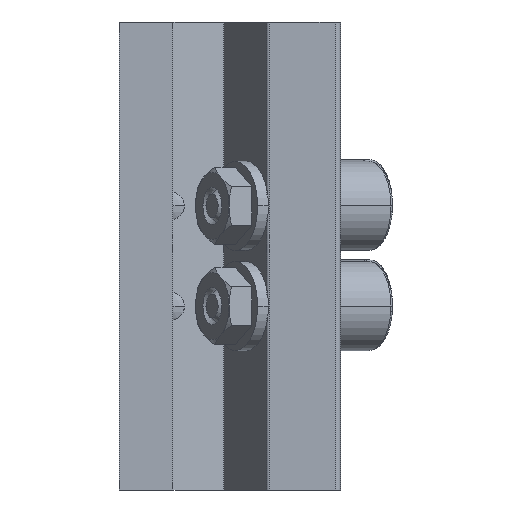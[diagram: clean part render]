
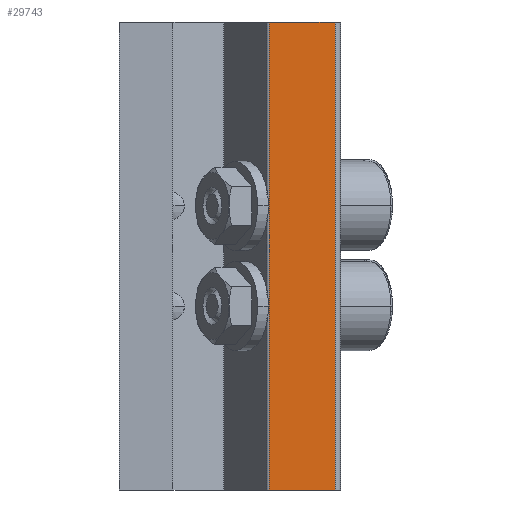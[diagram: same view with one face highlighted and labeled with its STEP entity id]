
A CAD part, left-side view. The second image highlights one B-rep face of the part: STEP entity #29743.
In plain terms, the highlighted planar face has unit normal (-1, 0, 0).
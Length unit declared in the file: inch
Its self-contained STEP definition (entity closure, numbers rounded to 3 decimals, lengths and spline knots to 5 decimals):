
#347 = EDGE_CURVE ( 'NONE', #13024, #25503, #25105, .T. ) ;
#1463 = CARTESIAN_POINT ( 'NONE',  ( -1.0625, -0.273, 1.3125 ) ) ;
#1464 = CARTESIAN_POINT ( 'NONE',  ( -1.0625, 0.09671, -1.3125 ) ) ;
#1972 = VECTOR ( 'NONE', #3541, 39.37008 ) ;
#3541 = DIRECTION ( 'NONE',  ( 0., -1., 0. ) ) ;
#3953 = VERTEX_POINT ( 'NONE', #29906 ) ;
#4489 = CARTESIAN_POINT ( 'NONE',  ( -1.0625, -0.273, -1.3125 ) ) ;
#4594 = LINE ( 'NONE', #23807, #29012 ) ;
#5646 = EDGE_CURVE ( 'NONE', #25503, #9456, #23145, .T. ) ;
#5894 = DIRECTION ( 'NONE',  ( 1., 0., 0. ) ) ;
#6213 = CARTESIAN_POINT ( 'NONE',  ( -1.0625, 0.09671, -1.3125 ) ) ;
#8258 = FACE_OUTER_BOUND ( 'NONE', #14393, .T. ) ;
#8625 = EDGE_CURVE ( 'NONE', #13024, #3953, #27926, .T. ) ;
#9351 = DIRECTION ( 'NONE',  ( 0., -1., 0. ) ) ;
#9456 = VERTEX_POINT ( 'NONE', #1463 ) ;
#12264 = ORIENTED_EDGE ( 'NONE', *, *, #347, .T. ) ;
#13024 = VERTEX_POINT ( 'NONE', #6213 ) ;
#13284 = PLANE ( 'NONE',  #20819 ) ;
#14393 = EDGE_LOOP ( 'NONE', ( #29793, #26096, #12264, #18654 ) ) ;
#16568 = EDGE_CURVE ( 'NONE', #3953, #9456, #4594, .T. ) ;
#17697 = CARTESIAN_POINT ( 'NONE',  ( -1.0625, 0.09671, -1.3125 ) ) ;
#17870 = CARTESIAN_POINT ( 'NONE',  ( -1.0625, -0.113, 5.3125 ) ) ;
#18654 = ORIENTED_EDGE ( 'NONE', *, *, #5646, .T. ) ;
#20819 = AXIS2_PLACEMENT_3D ( 'NONE', #17870, #5894, #25096 ) ;
#23145 = LINE ( 'NONE', #30257, #29582 ) ;
#23807 = CARTESIAN_POINT ( 'NONE',  ( -1.0625, 0.09671, 1.3125 ) ) ;
#25096 = DIRECTION ( 'NONE',  ( 0., 1., 0. ) ) ;
#25105 = LINE ( 'NONE', #1464, #1972 ) ;
#25503 = VERTEX_POINT ( 'NONE', #4489 ) ;
#26096 = ORIENTED_EDGE ( 'NONE', *, *, #8625, .F. ) ;
#27726 = DIRECTION ( 'NONE',  ( 0., 0., 1. ) ) ;
#27762 = DIRECTION ( 'NONE',  ( 0., 0., 1. ) ) ;
#27926 = LINE ( 'NONE', #17697, #29837 ) ;
#29012 = VECTOR ( 'NONE', #9351, 39.37008 ) ;
#29582 = VECTOR ( 'NONE', #27726, 39.37008 ) ;
#29743 = ADVANCED_FACE ( 'NONE', ( #8258 ), #13284, .F. ) ;
#29793 = ORIENTED_EDGE ( 'NONE', *, *, #16568, .F. ) ;
#29837 = VECTOR ( 'NONE', #27762, 39.37008 ) ;
#29906 = CARTESIAN_POINT ( 'NONE',  ( -1.0625, 0.09671, 1.3125 ) ) ;
#30257 = CARTESIAN_POINT ( 'NONE',  ( -1.0625, -0.273, -1.3125 ) ) ;
